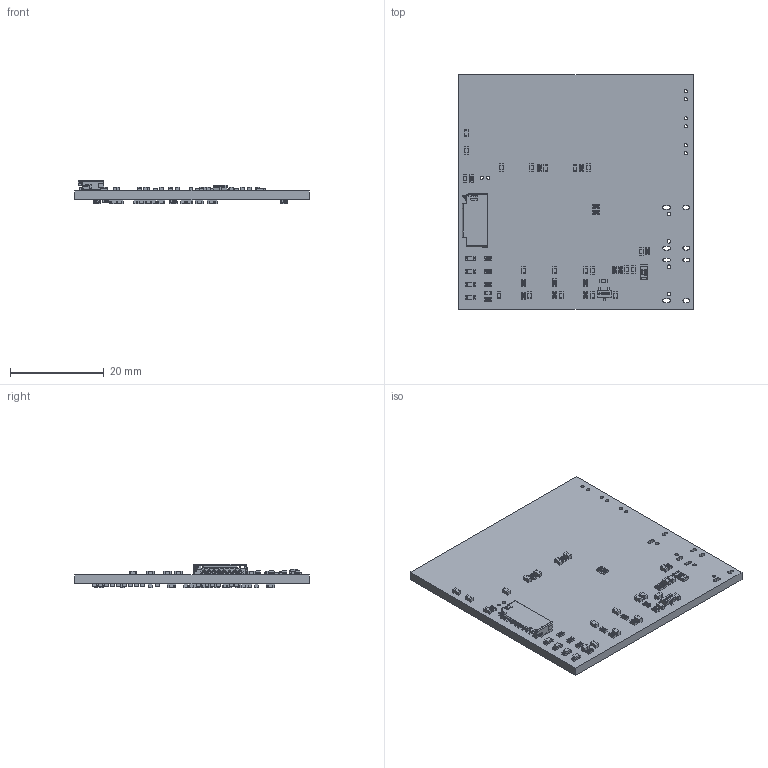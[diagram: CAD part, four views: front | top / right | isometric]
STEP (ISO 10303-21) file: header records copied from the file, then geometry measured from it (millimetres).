
FILE_DESCRIPTION(('Open CASCADE Model'),'2;1');
FILE_NAME('Open CASCADE Shape Model','2023-03-29T16:47:45',('Author'),( 'Open CASCADE'),'Open CASCADE STEP processor 7.5','Open CASCADE 7.5' ,'Unknown');
FILE_SCHEMA(('AUTOMOTIVE_DESIGN { 1 0 10303 214 1 1 1 1 }'));
Length unit declared in the file: millimetre
Products named in the file (115): PCB; Board; Open CASCADE STEP translator 7.5 1.1.1; SD1; 3; R39; RES0603; R38; R37; R36; R35; C60; 0603µ艝; C59; C58; C57; C55; U7; SOT-23-3; U3; RES1206; R34; R33; R32; R31; R30; R29; R28; R27; R26; R25; R24; R23; R22; R21; R20; R19; R18; R17; R16 ...
Assembly tree (213 placements, depth 4):
  PCB
    Board
      Open CASCADE STEP translator 7.5 1.1.1
    SD1
      3
    R39
      RES0603
    R38
      RES0603
    R37
      RES0603
    R36
      RES0603
    R35
      RES0603
    C60
      0603µ艝
    C59
      0603µ艝
    C58
      0603µ艝
    C57
      0603µ艝
    C55
      0603µ艝
    U7
      SOT-23-3
    U3
      RES1206
    R34
      RES0603
    R33
      RES0603
    R32
      RES0603
    R31
      RES0603
    R30
      RES0603
    R29
      RES0603
    R28
      RES0603
    R27
      RES0603
    R26
      RES0603
    R25
      RES0603
    R24
      RES0603
    R23
      RES0603
    R22
      RES0603
    R21
      RES0603
    R20
      RES0603
    R19
Bounding box: 50 x 50 x 4.98 mm (x, y, z)
Volume: 4830.3 mm3; surface area: 6725 mm2
Topology: 242 solids, 274 shells, 12682 faces, 32047 edges, 19851 vertices
Faces by surface type: bspline 6178, plane 4601, cylinder 1903
Full cylindrical faces by diameter (mm): 0.7 x8, 0.75 x4
Entity records: 61832 total; most frequent: CARTESIAN_POINT 22805, ORIENTED_EDGE 8218, EDGE_CURVE 4483, DIRECTION 3969, VERTEX_POINT 3019, B_SPLINE_CURVE_WITH_KNOTS 2837, FACE_BOUND 1581, EDGE_LOOP 1581
